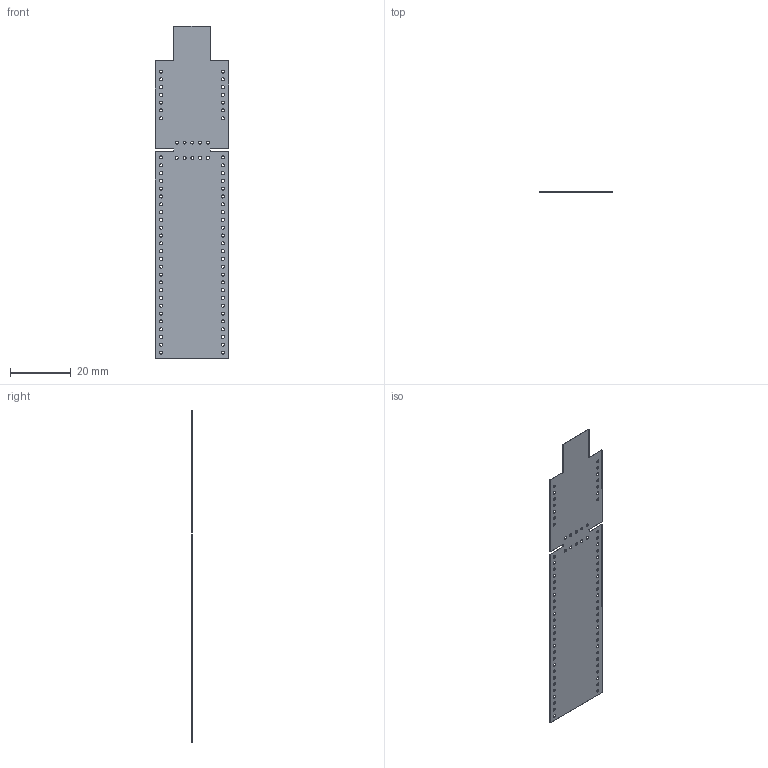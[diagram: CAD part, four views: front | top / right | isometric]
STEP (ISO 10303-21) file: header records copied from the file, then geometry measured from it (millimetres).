
FILE_DESCRIPTION(/* description */ (''),/* implementation_level */ '2;1');
FILE_NAME(/* name */ 'fr16-030_ProtoKit.ipt.stp',/* time_stamp */ '2016-01-07T16:43:41-08:00',/* author */ ('PhillipD'),/* organization */ (''),/* preprocessor_version */ 'ST-DEVELOPER v16.1',/* originating_system */ 'Autodesk Inventor 2016',/* authorisation */ '');
FILE_SCHEMA (('AUTOMOTIVE_DESIGN { 1 0 10303 214 3 1 1 }'));
Length unit declared in the file: millimetre
Products named in the file (1): fr16-030_ProtoKit
Bounding box: 24.13 x 0.08 x 108.89 mm (x, y, z)
Volume: 190.3 mm3; surface area: 4877.4 mm2
Topology: 1 solids, 1 shells, 104 faces, 306 edges, 204 vertices
Faces by surface type: cylinder 86, plane 18
Full cylindrical faces by diameter (mm): 1 x76
Entity records: 3510 total; most frequent: DIRECTION 612, CARTESIAN_POINT 539, ORIENTED_EDGE 460, EDGE_LOOP 332, AXIS2_PLACEMENT_3D 277, EDGE_CURVE 230, FACE_BOUND 228, VERTEX_POINT 204
